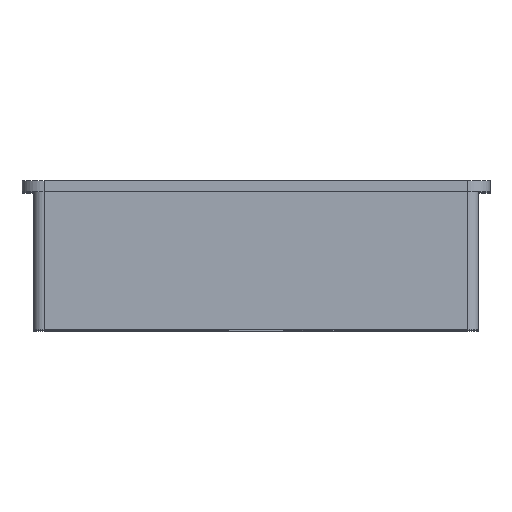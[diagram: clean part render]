
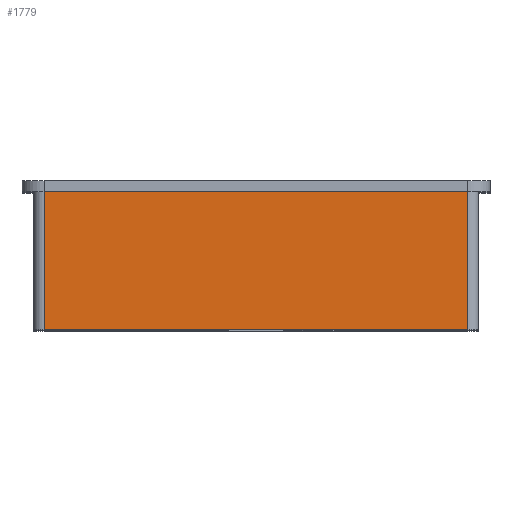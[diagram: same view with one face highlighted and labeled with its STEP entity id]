
A CAD part, top view. The second image highlights one B-rep face of the part: STEP entity #1779.
In plain terms, the highlighted planar face has unit normal (0, 0, 1).
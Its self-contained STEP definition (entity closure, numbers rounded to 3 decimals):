
#44 = CARTESIAN_POINT ( 'NONE',  ( 46., 0., 1.2 ) ) ;
#241 = FACE_OUTER_BOUND ( 'NONE', #1503, .T. ) ;
#444 = DIRECTION ( 'NONE',  ( 1., 0., 0. ) ) ;
#466 = EDGE_CURVE ( 'NONE', #1893, #2004, #645, .T. ) ;
#614 = DIRECTION ( 'NONE',  ( 0., 1., 0. ) ) ;
#627 = ORIENTED_EDGE ( 'NONE', *, *, #1120, .F. ) ;
#633 = CARTESIAN_POINT ( 'NONE',  ( 0., -15., 1.2 ) ) ;
#645 = LINE ( 'NONE', #1024, #2000 ) ;
#754 = VERTEX_POINT ( 'NONE', #942 ) ;
#831 = DIRECTION ( 'NONE',  ( 0., 0., 1. ) ) ;
#915 = CARTESIAN_POINT ( 'NONE',  ( 46., -15., 1.2 ) ) ;
#942 = CARTESIAN_POINT ( 'NONE',  ( 0., 0., 1.2 ) ) ;
#980 = VECTOR ( 'NONE', #614, 1000. ) ;
#1012 = DIRECTION ( 'NONE',  ( 0., 1., 0. ) ) ;
#1024 = CARTESIAN_POINT ( 'NONE',  ( 46., -15., 1.2 ) ) ;
#1026 = PLANE ( 'NONE',  #2250 ) ;
#1120 = EDGE_CURVE ( 'NONE', #1372, #754, #1975, .T. ) ;
#1372 = VERTEX_POINT ( 'NONE', #2298 ) ;
#1452 = EDGE_CURVE ( 'NONE', #754, #2004, #1521, .T. ) ;
#1495 = DIRECTION ( 'NONE',  ( 1., 0., 0. ) ) ;
#1501 = DIRECTION ( 'NONE',  ( 1., 0., 0. ) ) ;
#1503 = EDGE_LOOP ( 'NONE', ( #1507, #627, #2073, #1849 ) ) ;
#1507 = ORIENTED_EDGE ( 'NONE', *, *, #1452, .F. ) ;
#1521 = LINE ( 'NONE', #1892, #2165 ) ;
#1547 = CARTESIAN_POINT ( 'NONE',  ( 0., -15., 1.2 ) ) ;
#1691 = LINE ( 'NONE', #2470, #2007 ) ;
#1779 = ADVANCED_FACE ( 'NONE', ( #241 ), #1026, .T. ) ;
#1849 = ORIENTED_EDGE ( 'NONE', *, *, #466, .T. ) ;
#1892 = CARTESIAN_POINT ( 'NONE',  ( 0., 0., 1.2 ) ) ;
#1893 = VERTEX_POINT ( 'NONE', #915 ) ;
#1894 = EDGE_CURVE ( 'NONE', #1372, #1893, #1691, .T. ) ;
#1975 = LINE ( 'NONE', #1547, #980 ) ;
#2000 = VECTOR ( 'NONE', #1012, 1000. ) ;
#2004 = VERTEX_POINT ( 'NONE', #44 ) ;
#2007 = VECTOR ( 'NONE', #1501, 1000. ) ;
#2073 = ORIENTED_EDGE ( 'NONE', *, *, #1894, .T. ) ;
#2165 = VECTOR ( 'NONE', #1495, 1000. ) ;
#2250 = AXIS2_PLACEMENT_3D ( 'NONE', #633, #831, #444 ) ;
#2298 = CARTESIAN_POINT ( 'NONE',  ( 0., -15., 1.2 ) ) ;
#2470 = CARTESIAN_POINT ( 'NONE',  ( 0., -15., 1.2 ) ) ;
